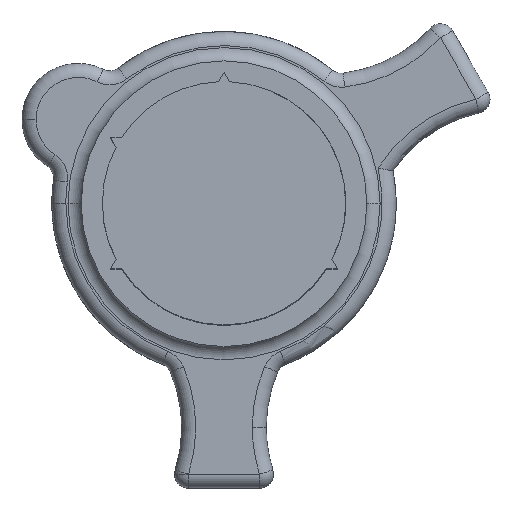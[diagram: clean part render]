
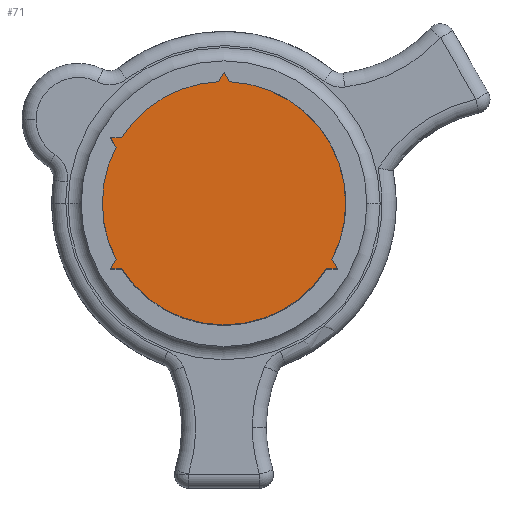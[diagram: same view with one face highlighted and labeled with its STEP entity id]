
A CAD part, top view. The second image highlights one B-rep face of the part: STEP entity #71.
In plain terms, the highlighted planar face has unit normal (0, 0, 1).
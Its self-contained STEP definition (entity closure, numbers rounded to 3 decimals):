
#61 = VERTEX_POINT ( 'NONE', #251 ) ;
#70 = CARTESIAN_POINT ( 'NONE',  ( -11.539, -5.987, 0. ) ) ;
#71 = ADVANCED_FACE ( 'NONE', ( #2205 ), #2130, .T. ) ;
#166 = VERTEX_POINT ( 'NONE', #5912 ) ;
#251 = CARTESIAN_POINT ( 'NONE',  ( 0., 14., 0. ) ) ;
#270 = AXIS2_PLACEMENT_3D ( 'NONE', #4730, #4127, #7331 ) ;
#289 = EDGE_CURVE ( 'NONE', #719, #61, #8093, .T. ) ;
#516 = VERTEX_POINT ( 'NONE', #7785 ) ;
#602 = EDGE_CURVE ( 'NONE', #3930, #5052, #8304, .T. ) ;
#608 = LINE ( 'NONE', #3193, #2062 ) ;
#682 = CARTESIAN_POINT ( 'NONE',  ( 0., 0., 0. ) ) ;
#719 = VERTEX_POINT ( 'NONE', #1003 ) ;
#745 = CARTESIAN_POINT ( 'NONE',  ( -10.954, 7., 0. ) ) ;
#759 = DIRECTION ( 'NONE',  ( 1., 0., 0. ) ) ;
#982 = CIRCLE ( 'NONE', #3428, 13. ) ;
#1003 = CARTESIAN_POINT ( 'NONE',  ( 0.585, 12.987, 0. ) ) ;
#1162 = DIRECTION ( 'NONE',  ( 0., 0., 1. ) ) ;
#1372 = CIRCLE ( 'NONE', #4367, 13. ) ;
#1381 = VECTOR ( 'NONE', #1445, 1000. ) ;
#1445 = DIRECTION ( 'NONE',  ( -0.5, -0.866, 0. ) ) ;
#1605 = DIRECTION ( 'NONE',  ( 1., 0., 0. ) ) ;
#1641 = VECTOR ( 'NONE', #4947, 1000. ) ;
#1648 = EDGE_CURVE ( 'NONE', #4999, #2260, #1372, .T. ) ;
#1740 = CARTESIAN_POINT ( 'NONE',  ( -10.954, -7., 0. ) ) ;
#1756 = ORIENTED_EDGE ( 'NONE', *, *, #2360, .T. ) ;
#2058 = LINE ( 'NONE', #5214, #4106 ) ;
#2062 = VECTOR ( 'NONE', #7132, 1000. ) ;
#2070 = CIRCLE ( 'NONE', #6838, 13. ) ;
#2130 = PLANE ( 'NONE',  #270 ) ;
#2205 = FACE_OUTER_BOUND ( 'NONE', #6116, .T. ) ;
#2254 = LINE ( 'NONE', #2343, #1641 ) ;
#2260 = VERTEX_POINT ( 'NONE', #3519 ) ;
#2343 = CARTESIAN_POINT ( 'NONE',  ( 12.124, -7., 0. ) ) ;
#2360 = EDGE_CURVE ( 'NONE', #61, #516, #2713, .T. ) ;
#2415 = DIRECTION ( 'NONE',  ( 0.5, -0.866, 0. ) ) ;
#2438 = CARTESIAN_POINT ( 'NONE',  ( 0., 0., 0. ) ) ;
#2462 = CIRCLE ( 'NONE', #7245, 13. ) ;
#2608 = AXIS2_PLACEMENT_3D ( 'NONE', #3396, #4683, #6000 ) ;
#2610 = DIRECTION ( 'NONE',  ( -1., 0., 0. ) ) ;
#2636 = ORIENTED_EDGE ( 'NONE', *, *, #5850, .T. ) ;
#2694 = DIRECTION ( 'NONE',  ( 0., 0., 1. ) ) ;
#2711 = ORIENTED_EDGE ( 'NONE', *, *, #4245, .T. ) ;
#2713 = LINE ( 'NONE', #3441, #1381 ) ;
#2936 = CARTESIAN_POINT ( 'NONE',  ( -12.124, 7., 0. ) ) ;
#2986 = EDGE_CURVE ( 'NONE', #516, #3930, #2462, .T. ) ;
#2994 = CARTESIAN_POINT ( 'NONE',  ( 11.539, -5.987, 0. ) ) ;
#3193 = CARTESIAN_POINT ( 'NONE',  ( 10.392, -7., 0. ) ) ;
#3276 = DIRECTION ( 'NONE',  ( 1., 0., 0. ) ) ;
#3396 = CARTESIAN_POINT ( 'NONE',  ( 0., 0., 0. ) ) ;
#3428 = AXIS2_PLACEMENT_3D ( 'NONE', #6629, #2694, #7270 ) ;
#3434 = ORIENTED_EDGE ( 'NONE', *, *, #602, .T. ) ;
#3441 = CARTESIAN_POINT ( 'NONE',  ( 0., 14., 0. ) ) ;
#3519 = CARTESIAN_POINT ( 'NONE',  ( 13., 0., 0. ) ) ;
#3930 = VERTEX_POINT ( 'NONE', #745 ) ;
#4106 = VECTOR ( 'NONE', #5984, 1000. ) ;
#4127 = DIRECTION ( 'NONE',  ( 0., 0., 1. ) ) ;
#4215 = VECTOR ( 'NONE', #2610, 1000. ) ;
#4245 = EDGE_CURVE ( 'NONE', #5168, #4999, #2254, .T. ) ;
#4324 = VERTEX_POINT ( 'NONE', #6482 ) ;
#4367 = AXIS2_PLACEMENT_3D ( 'NONE', #2438, #5051, #7746 ) ;
#4409 = CARTESIAN_POINT ( 'NONE',  ( -12.124, 7., 0. ) ) ;
#4418 = ORIENTED_EDGE ( 'NONE', *, *, #2986, .T. ) ;
#4441 = VERTEX_POINT ( 'NONE', #1740 ) ;
#4573 = CARTESIAN_POINT ( 'NONE',  ( -10.392, 7., 0. ) ) ;
#4683 = DIRECTION ( 'NONE',  ( 0., 0., 1. ) ) ;
#4730 = CARTESIAN_POINT ( 'NONE',  ( 0., 0., 0. ) ) ;
#4823 = EDGE_CURVE ( 'NONE', #6459, #4441, #8098, .T. ) ;
#4947 = DIRECTION ( 'NONE',  ( -0.5, 0.866, 0. ) ) ;
#4978 = CARTESIAN_POINT ( 'NONE',  ( 12.124, -7., 0. ) ) ;
#4999 = VERTEX_POINT ( 'NONE', #2994 ) ;
#5051 = DIRECTION ( 'NONE',  ( 0., 0., 1. ) ) ;
#5052 = VERTEX_POINT ( 'NONE', #4409 ) ;
#5168 = VERTEX_POINT ( 'NONE', #4978 ) ;
#5214 = CARTESIAN_POINT ( 'NONE',  ( -11.258, -5.5, 0. ) ) ;
#5573 = LINE ( 'NONE', #2936, #7531 ) ;
#5798 = ORIENTED_EDGE ( 'NONE', *, *, #5853, .T. ) ;
#5850 = EDGE_CURVE ( 'NONE', #7816, #6459, #2058, .T. ) ;
#5853 = EDGE_CURVE ( 'NONE', #4324, #7816, #982, .T. ) ;
#5912 = CARTESIAN_POINT ( 'NONE',  ( 10.954, -7., 0. ) ) ;
#5984 = DIRECTION ( 'NONE',  ( -0.5, -0.866, 0. ) ) ;
#5989 = VECTOR ( 'NONE', #6766, 1000. ) ;
#6000 = DIRECTION ( 'NONE',  ( 1., 0., 0. ) ) ;
#6116 = EDGE_LOOP ( 'NONE', ( #6294, #7008, #2711, #6934, #8154, #6557, #1756, #4418, #3434, #6802, #5798, #2636, #7514 ) ) ;
#6152 = CIRCLE ( 'NONE', #2608, 13. ) ;
#6220 = EDGE_CURVE ( 'NONE', #166, #5168, #608, .T. ) ;
#6294 = ORIENTED_EDGE ( 'NONE', *, *, #6487, .T. ) ;
#6427 = CARTESIAN_POINT ( 'NONE',  ( 0., 0., 0. ) ) ;
#6459 = VERTEX_POINT ( 'NONE', #6781 ) ;
#6482 = CARTESIAN_POINT ( 'NONE',  ( -11.539, 5.987, 0. ) ) ;
#6487 = EDGE_CURVE ( 'NONE', #4441, #166, #6152, .T. ) ;
#6557 = ORIENTED_EDGE ( 'NONE', *, *, #289, .T. ) ;
#6599 = DIRECTION ( 'NONE',  ( 0., 0., 1. ) ) ;
#6629 = CARTESIAN_POINT ( 'NONE',  ( 0., 0., 0. ) ) ;
#6695 = VECTOR ( 'NONE', #1605, 1000. ) ;
#6766 = DIRECTION ( 'NONE',  ( -0.5, 0.866, 0. ) ) ;
#6781 = CARTESIAN_POINT ( 'NONE',  ( -12.124, -7., 0. ) ) ;
#6802 = ORIENTED_EDGE ( 'NONE', *, *, #8215, .T. ) ;
#6838 = AXIS2_PLACEMENT_3D ( 'NONE', #682, #1162, #3276 ) ;
#6931 = CARTESIAN_POINT ( 'NONE',  ( 0.866, 12.5, 0. ) ) ;
#6934 = ORIENTED_EDGE ( 'NONE', *, *, #1648, .T. ) ;
#7008 = ORIENTED_EDGE ( 'NONE', *, *, #6220, .T. ) ;
#7132 = DIRECTION ( 'NONE',  ( 1., 0., 0. ) ) ;
#7173 = EDGE_CURVE ( 'NONE', #2260, #719, #2070, .T. ) ;
#7245 = AXIS2_PLACEMENT_3D ( 'NONE', #6427, #6599, #759 ) ;
#7270 = DIRECTION ( 'NONE',  ( 1., 0., 0. ) ) ;
#7331 = DIRECTION ( 'NONE',  ( 1., 0., 0. ) ) ;
#7447 = CARTESIAN_POINT ( 'NONE',  ( -12.124, -7., 0. ) ) ;
#7514 = ORIENTED_EDGE ( 'NONE', *, *, #4823, .T. ) ;
#7531 = VECTOR ( 'NONE', #2415, 1000. ) ;
#7746 = DIRECTION ( 'NONE',  ( 1., 0., 0. ) ) ;
#7785 = CARTESIAN_POINT ( 'NONE',  ( -0.585, 12.987, 0. ) ) ;
#7816 = VERTEX_POINT ( 'NONE', #70 ) ;
#8093 = LINE ( 'NONE', #6931, #5989 ) ;
#8098 = LINE ( 'NONE', #7447, #6695 ) ;
#8154 = ORIENTED_EDGE ( 'NONE', *, *, #7173, .T. ) ;
#8215 = EDGE_CURVE ( 'NONE', #5052, #4324, #5573, .T. ) ;
#8304 = LINE ( 'NONE', #4573, #4215 ) ;
